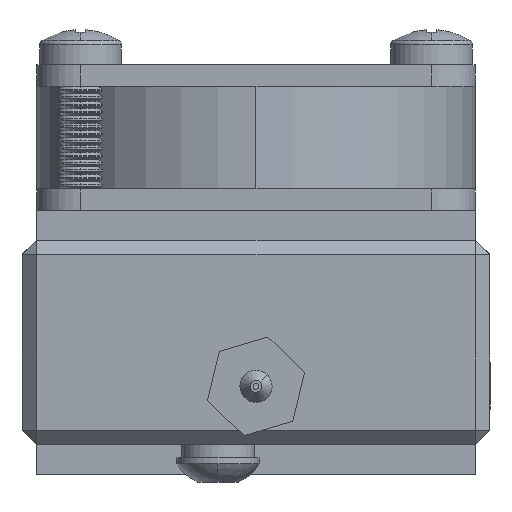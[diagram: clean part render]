
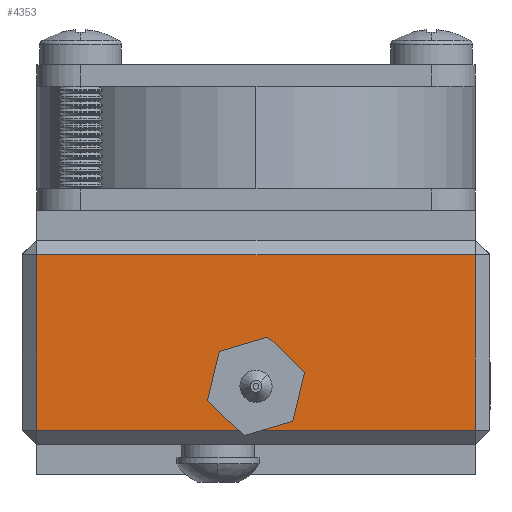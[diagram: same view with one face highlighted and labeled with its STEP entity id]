
A CAD part, front view. The second image highlights one B-rep face of the part: STEP entity #4353.
In plain terms, the highlighted planar face has unit normal (0, -1, 0).
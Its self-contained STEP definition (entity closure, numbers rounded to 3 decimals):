
#254 = VECTOR ( 'NONE', #9437, 1000. ) ;
#964 = AXIS2_PLACEMENT_3D ( 'NONE', #1974, #3480, #14114 ) ;
#1038 = CARTESIAN_POINT ( 'NONE',  ( 15., -6.75, 7. ) ) ;
#1268 = LINE ( 'NONE', #1038, #16940 ) ;
#1637 = DIRECTION ( 'NONE',  ( 1., 0., 0. ) ) ;
#1760 = CARTESIAN_POINT ( 'NONE',  ( -15., -6.75, 7. ) ) ;
#1918 = ORIENTED_EDGE ( 'NONE', *, *, #8693, .T. ) ;
#1974 = CARTESIAN_POINT ( 'NONE',  ( 16., -6.75, 7. ) ) ;
#2548 = DIRECTION ( 'NONE',  ( 0., 0., 1. ) ) ;
#3480 = DIRECTION ( 'NONE',  ( 0., 1., 0. ) ) ;
#3703 = ORIENTED_EDGE ( 'NONE', *, *, #8446, .T. ) ;
#3883 = ORIENTED_EDGE ( 'NONE', *, *, #16622, .T. ) ;
#3956 = CARTESIAN_POINT ( 'NONE',  ( 0., -6.75, -3. ) ) ;
#4353 = ADVANCED_FACE ( 'NONE', ( #5756, #9817 ), #15502, .F. ) ;
#4770 = CIRCLE ( 'NONE', #14581, 2.1 ) ;
#4911 = CARTESIAN_POINT ( 'NONE',  ( 16., -6.75, 6. ) ) ;
#5226 = ORIENTED_EDGE ( 'NONE', *, *, #13376, .F. ) ;
#5381 = VERTEX_POINT ( 'NONE', #19563 ) ;
#5412 = DIRECTION ( 'NONE',  ( 0., -1., 0. ) ) ;
#5510 = DIRECTION ( 'NONE',  ( 0., 0., -1. ) ) ;
#5580 = EDGE_CURVE ( 'NONE', #18016, #9946, #16381, .T. ) ;
#5734 = EDGE_LOOP ( 'NONE', ( #3703, #8251, #3883, #1918 ) ) ;
#5756 = FACE_OUTER_BOUND ( 'NONE', #5734, .T. ) ;
#6064 = LINE ( 'NONE', #1760, #13675 ) ;
#6348 = CARTESIAN_POINT ( 'NONE',  ( 16., -6.75, -6. ) ) ;
#6494 = VERTEX_POINT ( 'NONE', #16639 ) ;
#7852 = EDGE_LOOP ( 'NONE', ( #5226, #17259 ) ) ;
#7875 = DIRECTION ( 'NONE',  ( 0., 0., -1. ) ) ;
#8036 = CARTESIAN_POINT ( 'NONE',  ( -15., -6.75, 6. ) ) ;
#8251 = ORIENTED_EDGE ( 'NONE', *, *, #5580, .T. ) ;
#8446 = EDGE_CURVE ( 'NONE', #5381, #18016, #1268, .T. ) ;
#8693 = EDGE_CURVE ( 'NONE', #6494, #5381, #9604, .T. ) ;
#9315 = VERTEX_POINT ( 'NONE', #13831 ) ;
#9437 = DIRECTION ( 'NONE',  ( -1., 0., 0. ) ) ;
#9604 = LINE ( 'NONE', #6348, #13621 ) ;
#9817 = FACE_BOUND ( 'NONE', #7852, .T. ) ;
#9946 = VERTEX_POINT ( 'NONE', #8036 ) ;
#10119 = CARTESIAN_POINT ( 'NONE',  ( 0., -6.75, -0.9 ) ) ;
#10558 = AXIS2_PLACEMENT_3D ( 'NONE', #3956, #14592, #5510 ) ;
#11000 = VERTEX_POINT ( 'NONE', #10119 ) ;
#13376 = EDGE_CURVE ( 'NONE', #9315, #11000, #14304, .T. ) ;
#13621 = VECTOR ( 'NONE', #1637, 1000. ) ;
#13675 = VECTOR ( 'NONE', #7875, 1000. ) ;
#13831 = CARTESIAN_POINT ( 'NONE',  ( 0., -6.75, -5.1 ) ) ;
#14114 = DIRECTION ( 'NONE',  ( 0., 0., 1. ) ) ;
#14304 = CIRCLE ( 'NONE', #10558, 2.1 ) ;
#14498 = CARTESIAN_POINT ( 'NONE',  ( 0., -6.75, -3. ) ) ;
#14581 = AXIS2_PLACEMENT_3D ( 'NONE', #14498, #5412, #16019 ) ;
#14592 = DIRECTION ( 'NONE',  ( 0., -1., 0. ) ) ;
#15502 = PLANE ( 'NONE',  #964 ) ;
#16019 = DIRECTION ( 'NONE',  ( 0., 0., -1. ) ) ;
#16381 = LINE ( 'NONE', #4911, #254 ) ;
#16622 = EDGE_CURVE ( 'NONE', #9946, #6494, #6064, .T. ) ;
#16639 = CARTESIAN_POINT ( 'NONE',  ( -15., -6.75, -6. ) ) ;
#16940 = VECTOR ( 'NONE', #2548, 1000. ) ;
#17259 = ORIENTED_EDGE ( 'NONE', *, *, #19668, .F. ) ;
#18016 = VERTEX_POINT ( 'NONE', #18503 ) ;
#18503 = CARTESIAN_POINT ( 'NONE',  ( 15., -6.75, 6. ) ) ;
#19563 = CARTESIAN_POINT ( 'NONE',  ( 15., -6.75, -6. ) ) ;
#19668 = EDGE_CURVE ( 'NONE', #11000, #9315, #4770, .T. ) ;
